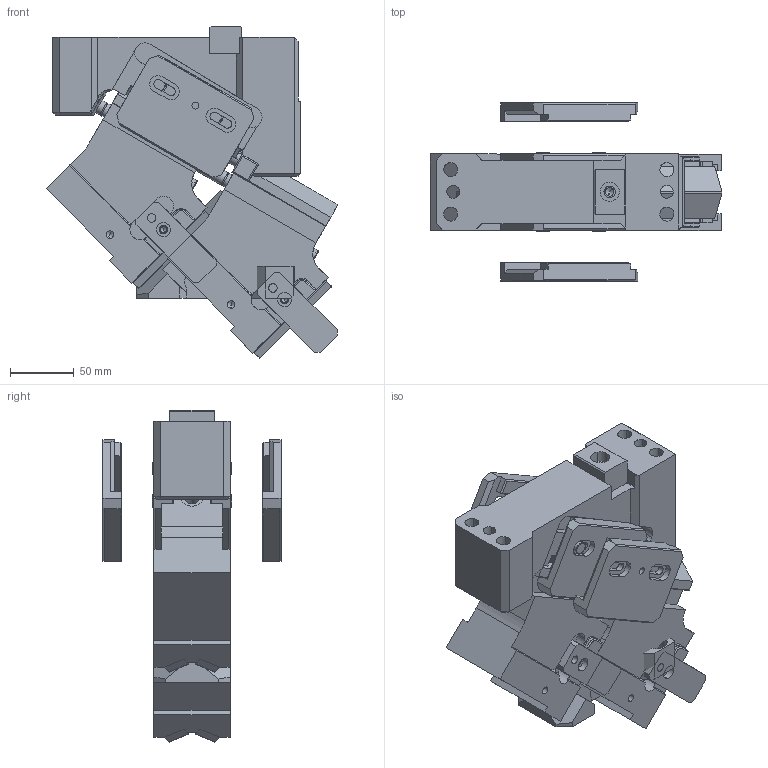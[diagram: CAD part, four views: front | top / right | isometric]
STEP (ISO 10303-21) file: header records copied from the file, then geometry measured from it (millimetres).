
FILE_DESCRIPTION(('CATIA V5 STEP Exchange','CAx-IF Rec.Pracs.--- Model Styling and Organization---1.5--- 2016-08-15','CAx-IF Rec.Pracs.---Supplemental Geometry---1.0---2011-11-01','CAx-IF Rec.Pracs.--- Composite Materials ---1.1---2010-07-15'),'2;1');
FILE_NAME('KM_27089_O-KS_60-45__00.stp','2022-08-16T11:54:58+00:00',('none'),('none'),'CATIA Version 5-6 Release 2020 SP3 HF9','CATIA V5 STEP AP214 v2','none');
FILE_SCHEMA(('AUTOMOTIVE_DESIGN { 1 0 10303 214 1 1 1 1 }'));
Products named in the file (1): KM_27089_O-KS_60-45__00
Bounding box: 229.48 x 140 x 261 mm (x, y, z)
Volume: 2152267.9 mm3; surface area: 358388.2 mm2
Topology: 7 solids, 15 shells, 1519 faces, 7336 edges, 6015 vertices
Faces by surface type: plane 800, cylinder 490, cone 154, torus 62, bspline 12, sphere 1
Entity records: 72274 total; most frequent: CARTESIAN_POINT 19816, DIRECTION 9128, ORIENTED_EDGE 7730, VECTOR 5764, LINE 5764, EDGE_CURVE 3865, COMPOSITE_CURVE_SEGMENT 3405, TRIMMED_CURVE 3405
